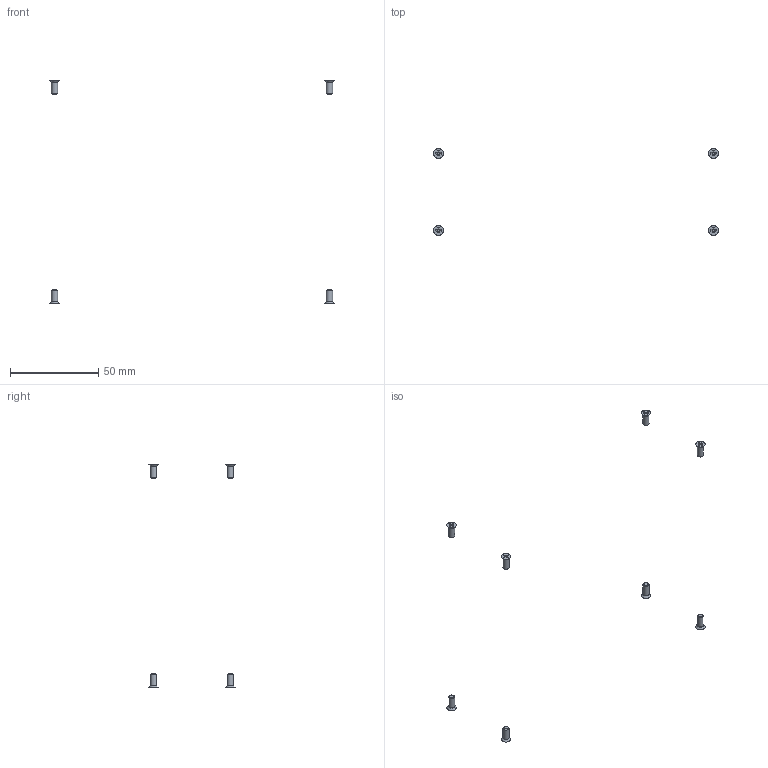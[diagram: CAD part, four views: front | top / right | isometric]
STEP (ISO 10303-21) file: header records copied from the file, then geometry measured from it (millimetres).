
FILE_DESCRIPTION(('FreeCAD Model'),'2;1');
FILE_NAME('Open CASCADE Shape Model','2022-06-09T12:38:44',('Author'),( ''),'Open CASCADE STEP processor 7.5','FreeCAD','Unknown');
FILE_SCHEMA(('AUTOMOTIVE_DESIGN { 1 0 10303 214 1 1 1 1 }'));
Length unit declared in the file: millimetre
Products named in the file (8): 1455 screw007; 1455 screw; 1455 screw001; 1455 screw002; 1455 screw003; 1455 screw004; 1455 screw005; 1455 screw006
Bounding box: 161 x 49.03 x 126.6 mm (x, y, z)
Volume: 611.9 mm3; surface area: 1126.1 mm2
Topology: 8 solids, 8 shells, 144 faces, 352 edges, 232 vertices
Faces by surface type: plane 88, cone 48, cylinder 8
Full cylindrical faces by diameter (mm): 3.5 x8
Entity records: 4351 total; most frequent: CARTESIAN_POINT 889, ORIENTED_EDGE 704, DIRECTION 682, EDGE_CURVE 352, AXIS2_PLACEMENT_3D 249, VERTEX_POINT 232, LINE 184, VECTOR 184
